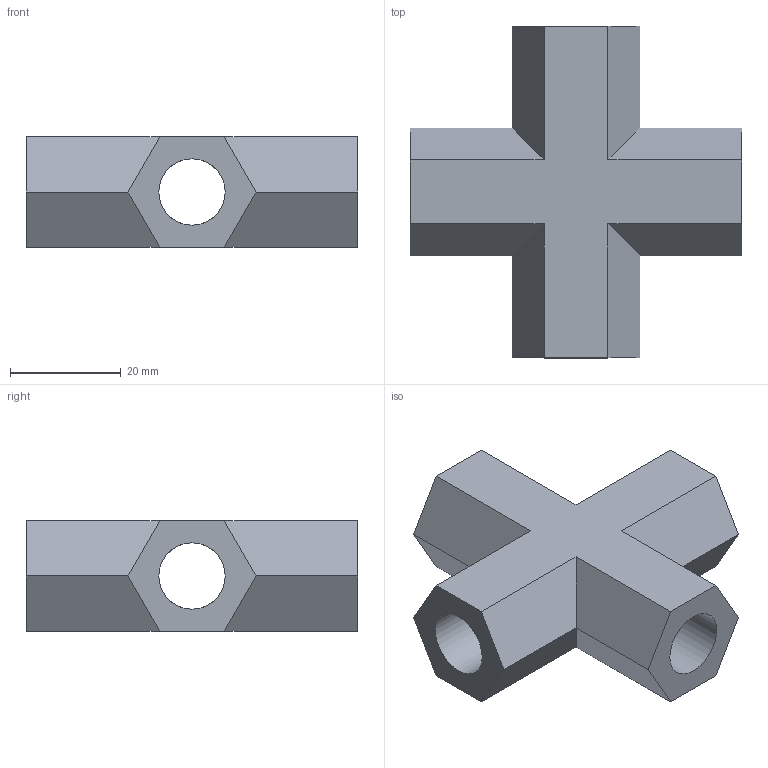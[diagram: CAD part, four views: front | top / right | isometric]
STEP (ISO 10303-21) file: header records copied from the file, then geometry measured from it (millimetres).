
FILE_DESCRIPTION(/* description */ (''),/* implementation_level */ '2;1');
FILE_NAME(/* name */ 'R4 Ry0 Ry90 Ry180 Ry270 S.step',/* time_stamp */ '2023-01-26T13:03:33+01:00',/* author */ (''),/* organization */ (''),/* preprocessor_version */ 'ST-DEVELOPER v19.2',/* originating_system */ 'Autodesk Translation Framework v11.17.0.187',/* authorisation */ '');
FILE_SCHEMA (('AUTOMOTIVE_DESIGN { 1 0 10303 214 3 1 1 }'));
Length unit declared in the file: millimetre
Products named in the file (1): R4 Ry0 Ry90 Ry180 Ry270 S
Bounding box: 60 x 60 x 20 mm (x, y, z)
Volume: 22927.3 mm3; surface area: 11328.3 mm2
Topology: 1 solids, 1 shells, 26 faces, 71 edges, 45 vertices
Faces by surface type: plane 22, cylinder 4
Full cylindrical faces by diameter (mm): 12 x4
Entity records: 862 total; most frequent: CARTESIAN_POINT 143, ORIENTED_EDGE 142, DIRECTION 136, EDGE_CURVE 71, LINE 60, VECTOR 60, VERTEX_POINT 45, AXIS2_PLACEMENT_3D 38
